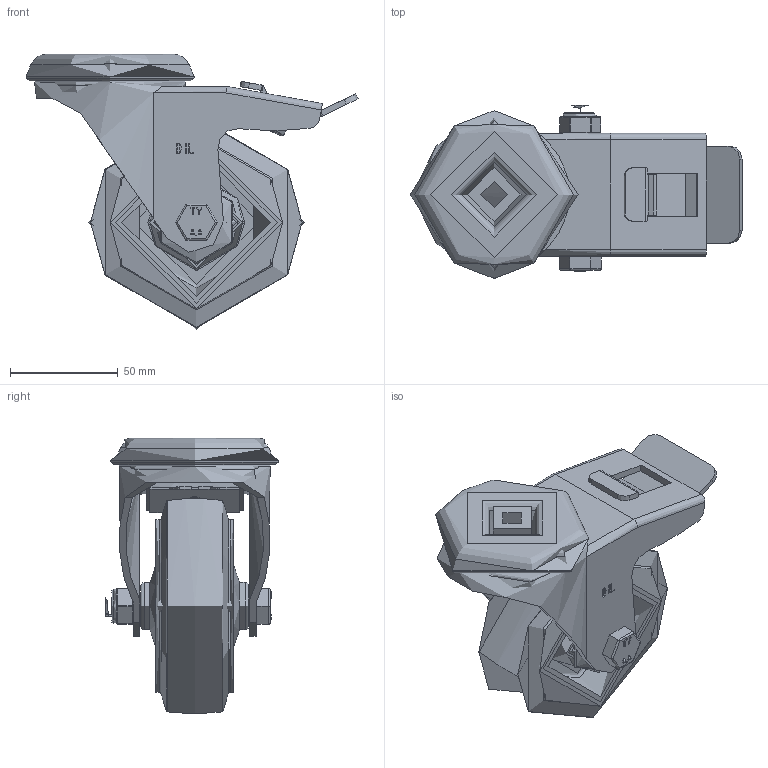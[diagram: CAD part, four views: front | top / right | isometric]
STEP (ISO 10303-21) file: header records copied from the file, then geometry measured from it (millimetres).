
FILE_DESCRIPTION(/* description */ (''),/* implementation_level */ '2;1');
FILE_NAME(/* name */ 'BZEH100SRNBJBH12SWB.step',/* time_stamp */ '2024-09-25T10:54:14+01:00',/* author */ (''),/* organization */ (''),/* preprocessor_version */ 'ST-DEVELOPER v20',/* originating_system */ 'Autodesk Translation Framework v13.20.0.188',/* authorisation */ '');
FILE_SCHEMA (('AUTOMOTIVE_DESIGN { 1 0 10303 214 3 1 1 }'));
Length unit declared in the file: millimetre
Products named in the file (29): BZEH100SRNBJBH12SWB; BZEH100ASBH12SWB v1; ZINC PLATED, PRESSED STEEL TOP HEAD; ZINC PLATED, PRESSED STEEL FORKS; ZINC PLATED, PRESSED BRAKE PEDAL; BRAKE PAD; BRAKE PAD Geometry; brake bolt; BZH100WSRNBJM10 v1; BZMM100WSRNBJ; 65 SHORE A ELASTIC RUBBER TYRE; NYLON RIM; BEARING 6202; METAL; METAL2; Pattern; Component1; MIDDLE; RUBBER; RUBBER2; HUBCAPM10X49RN; HUBCAPM10X49RN (1); HUB CAP; HEXBOLTM10X70Z8.8 v2; GRADE 8.8 THREADED ZINC PLATED BOLT; NYLOCM10Z v1; NYLOC NUT; RUBBER (1); NUT
Assembly tree (36 placements, depth 6):
  BZEH100SRNBJBH12SWB
    BZEH100ASBH12SWB v1
      ZINC PLATED, PRESSED STEEL TOP HEAD
      ZINC PLATED, PRESSED STEEL FORKS
      ZINC PLATED, PRESSED BRAKE PEDAL
      BRAKE PAD
        BRAKE PAD Geometry
        brake bolt
    BZH100WSRNBJM10 v1
      BZMM100WSRNBJ
        65 SHORE A ELASTIC RUBBER TYRE
        NYLON RIM
        BEARING 6202
          METAL
          METAL2
          Pattern
            Component1  x8
          MIDDLE
          RUBBER
          RUBBER2
      HUBCAPM10X49RN
        HUB CAP
      HUBCAPM10X49RN (1)
        HUB CAP
    HEXBOLTM10X70Z8.8 v2
      GRADE 8.8 THREADED ZINC PLATED BOLT
    NYLOCM10Z v1
      NYLOC NUT
        RUBBER (1)
        NUT
Bounding box: 154 x 80.5 x 128 mm (x, y, z)
Volume: 270539.2 mm3; surface area: 145449.3 mm2
Topology: 25 solids, 25 shells, 889 faces, 2221 edges, 1453 vertices
Faces by surface type: plane 412, cylinder 199, bspline 191, sphere 36, torus 30, cone 21
Full cylindrical faces by diameter (mm): 8 x2, 8.141 x18, 9.85 x19, 10 x3, 10.2 x4, 12 x2, 12.2 x1, 14.9 x2, 15 x1, 16 x2, 18 x1, 19 x2, 20 x4, 22 x2, 22.5 x3, 23 x2, 25 x1, 26 x2, 28 x2, 28.745 x1, 30 x5, 30.5 x2, 31 x4, 32 x1, 33 x2, 35 x4, 37 x2, 38.5 x2, 40 x2, 43 x2
Entity records: 36096 total; most frequent: CARTESIAN_POINT 15694, ORIENTED_EDGE 4294, DIRECTION 3627, EDGE_CURVE 2147, VERTEX_POINT 1416, AXIS2_PLACEMENT_3D 1300, LINE 1027, VECTOR 1027
